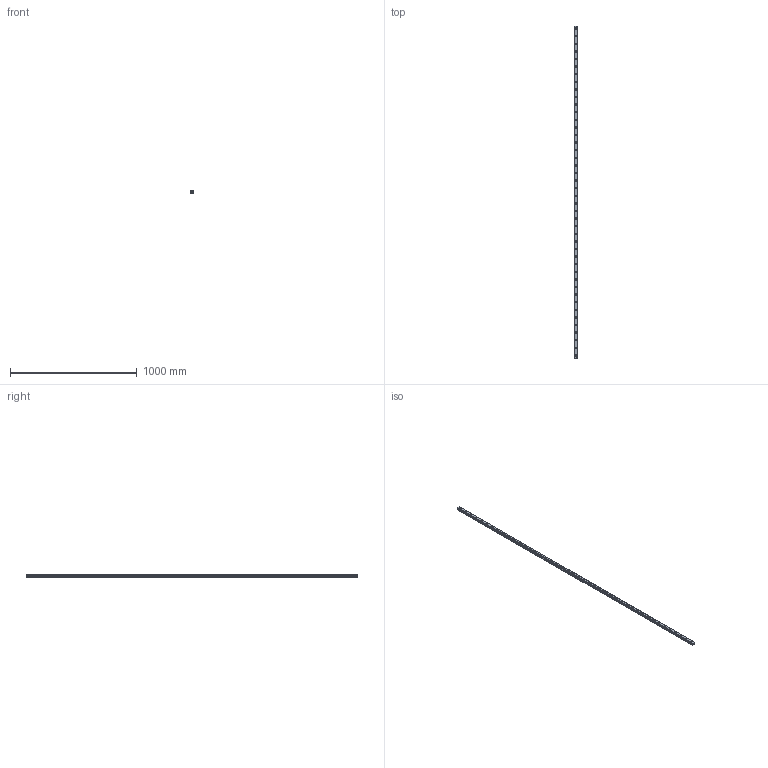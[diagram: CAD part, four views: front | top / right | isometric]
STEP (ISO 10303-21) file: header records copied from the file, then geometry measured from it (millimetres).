
FILE_DESCRIPTION(('STEP AP214'),'1');
FILE_NAME('cctmp_FFB653DA-9B9D-4027-8596-311C47F3F048_2020_5_28_11_28_45_420..stp','2020-05-28T09:28:45',('HIWIN GmbH'),('CADClick - www.CADClick.com'),'Spatial InterOp 3D',' ','unknown authorization');
FILE_SCHEMA(('AUTOMOTIVE_DESIGN'));
Length unit declared in the file: millimetre
Products named in the file (1): HGR25R2620H_FILE
Bounding box: 23 x 2620 x 22 mm (x, y, z)
Volume: 1088809 mm3; surface area: 269462.9 mm2
Topology: 1 solids, 1 shells, 639 faces, 1635 edges, 1090 vertices
Faces by surface type: plane 353, cylinder 286
Entity records: 24989 total; most frequent: DIRECTION 3839, CARTESIAN_POINT 3365, ORIENTED_EDGE 3270, EDGE_CURVE 1635, AXIS2_PLACEMENT_3D 1564, VERTEX_POINT 1090, CIRCLE 748, EDGE_LOOP 731
